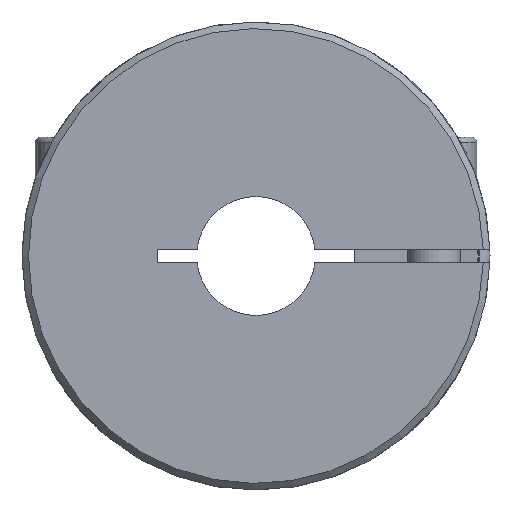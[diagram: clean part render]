
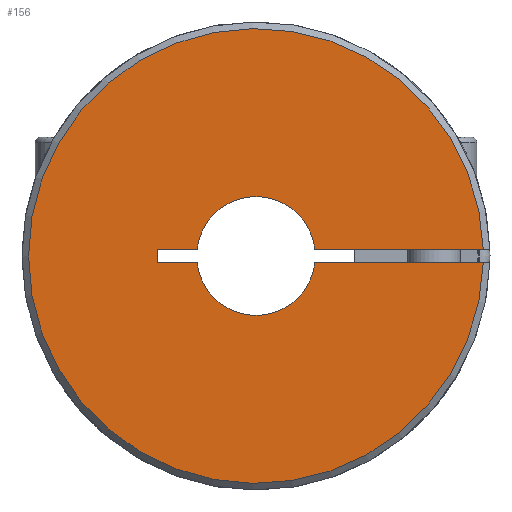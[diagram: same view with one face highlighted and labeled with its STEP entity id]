
A CAD part, left-side view. The second image highlights one B-rep face of the part: STEP entity #156.
In plain terms, the highlighted planar face has unit normal (-1, 0, 0).
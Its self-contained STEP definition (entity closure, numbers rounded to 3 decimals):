
#156 = ADVANCED_FACE( '', ( #423 ), #424, .T. );
#423 = FACE_OUTER_BOUND( '', #860, .T. );
#424 = PLANE( '', #861 );
#860 = EDGE_LOOP( '', ( #1310, #1311, #1312, #1313, #1314, #1315, #1316, #1317 ) );
#861 = AXIS2_PLACEMENT_3D( '', #1318, #1319, #1320 );
#1310 = ORIENTED_EDGE( '', *, *, #2202, .F. );
#1311 = ORIENTED_EDGE( '', *, *, #2203, .T. );
#1312 = ORIENTED_EDGE( '', *, *, #2204, .F. );
#1313 = ORIENTED_EDGE( '', *, *, #2205, .F. );
#1314 = ORIENTED_EDGE( '', *, *, #2198, .F. );
#1315 = ORIENTED_EDGE( '', *, *, #2206, .T. );
#1316 = ORIENTED_EDGE( '', *, *, #2207, .F. );
#1317 = ORIENTED_EDGE( '', *, *, #2208, .T. );
#1318 = CARTESIAN_POINT( '', ( -18.07, 0., 5.5 ) );
#1319 = DIRECTION( '', ( -1., 0., 0. ) );
#1320 = DIRECTION( '', ( 0., -1., 0. ) );
#2198 = EDGE_CURVE( '', #2546, #2549, #2550, .T. );
#2202 = EDGE_CURVE( '', #2555, #2556, #2557, .T. );
#2203 = EDGE_CURVE( '', #2555, #2558, #2559, .F. );
#2204 = EDGE_CURVE( '', #2560, #2558, #2561, .T. );
#2205 = EDGE_CURVE( '', #2549, #2560, #2562, .T. );
#2206 = EDGE_CURVE( '', #2546, #2563, #2564, .F. );
#2207 = EDGE_CURVE( '', #2565, #2563, #2566, .T. );
#2208 = EDGE_CURVE( '', #2565, #2556, #2567, .T. );
#2546 = VERTEX_POINT( '', #3043 );
#2549 = VERTEX_POINT( '', #3047 );
#2550 = LINE( '', #3048, #3049 );
#2555 = VERTEX_POINT( '', #3056 );
#2556 = VERTEX_POINT( '', #3057 );
#2557 = LINE( '', #3058, #3059 );
#2558 = VERTEX_POINT( '', #3060 );
#2559 = CIRCLE( '', #3061, 9. );
#2560 = VERTEX_POINT( '', #3062 );
#2561 = LINE( '', #3063, #3064 );
#2562 = LINE( '', #3065, #3066 );
#2563 = VERTEX_POINT( '', #3067 );
#2564 = CIRCLE( '', #3068, 9. );
#2565 = VERTEX_POINT( '', #3069 );
#2566 = LINE( '', #3070, #3071 );
#2567 = CIRCLE( '', #3072, 34.5 );
#3043 = CARTESIAN_POINT( '', ( -18.07, 8.944, 1. ) );
#3047 = CARTESIAN_POINT( '', ( -18.07, 15., 1. ) );
#3048 = CARTESIAN_POINT( '', ( -18.07, 0., 1. ) );
#3049 = VECTOR( '', #4166, 1000. );
#3056 = CARTESIAN_POINT( '', ( -18.07, -8.944, -1. ) );
#3057 = CARTESIAN_POINT( '', ( -18.07, -34.486, -1. ) );
#3058 = CARTESIAN_POINT( '', ( -18.07, 0., -1. ) );
#3059 = VECTOR( '', #4169, 1000. );
#3060 = CARTESIAN_POINT( '', ( -18.07, 8.944, -1. ) );
#3061 = AXIS2_PLACEMENT_3D( '', #4170, #4171, #4172 );
#3062 = CARTESIAN_POINT( '', ( -18.07, 15., -1. ) );
#3063 = CARTESIAN_POINT( '', ( -18.07, 0., -1. ) );
#3064 = VECTOR( '', #4173, 1000. );
#3065 = CARTESIAN_POINT( '', ( -18.07, 15., 5.5 ) );
#3066 = VECTOR( '', #4174, 1000. );
#3067 = CARTESIAN_POINT( '', ( -18.07, -8.944, 1. ) );
#3068 = AXIS2_PLACEMENT_3D( '', #4175, #4176, #4177 );
#3069 = CARTESIAN_POINT( '', ( -18.07, -34.486, 1. ) );
#3070 = CARTESIAN_POINT( '', ( -18.07, 0., 1. ) );
#3071 = VECTOR( '', #4178, 1000. );
#3072 = AXIS2_PLACEMENT_3D( '', #4179, #4180, #4181 );
#4166 = DIRECTION( '', ( 0., 1., 0. ) );
#4169 = DIRECTION( '', ( 0., -1., 0. ) );
#4170 = CARTESIAN_POINT( '', ( -18.07, 0., 0. ) );
#4171 = DIRECTION( '', ( -1., 0., 0. ) );
#4172 = DIRECTION( '', ( 0., -1., 0. ) );
#4173 = DIRECTION( '', ( 0., -1., 0. ) );
#4174 = DIRECTION( '', ( 0., 0., -1. ) );
#4175 = CARTESIAN_POINT( '', ( -18.07, 0., 0. ) );
#4176 = DIRECTION( '', ( -1., 0., 0. ) );
#4177 = DIRECTION( '', ( 0., -1., 0. ) );
#4178 = DIRECTION( '', ( 0., 1., 0. ) );
#4179 = CARTESIAN_POINT( '', ( -18.07, 0., 0. ) );
#4180 = DIRECTION( '', ( -1., 0., 0. ) );
#4181 = DIRECTION( '', ( 0., 0., -1. ) );
